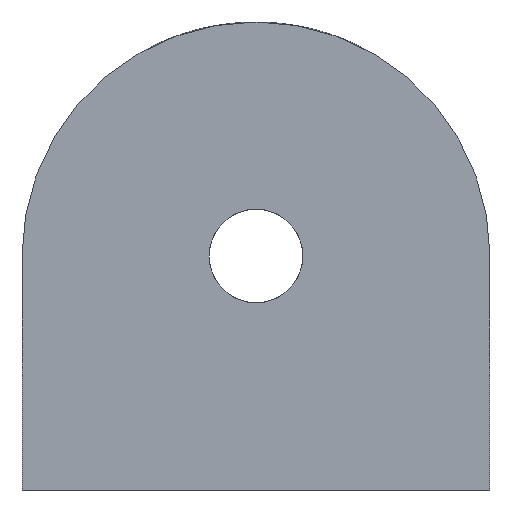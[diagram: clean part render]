
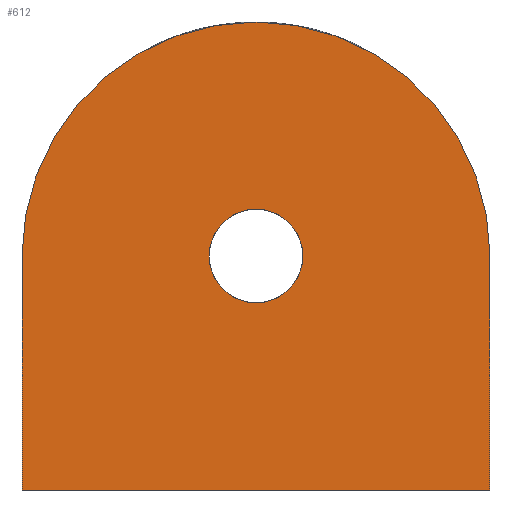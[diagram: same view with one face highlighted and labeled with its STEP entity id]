
A CAD part, left-side view. The second image highlights one B-rep face of the part: STEP entity #612.
In plain terms, the highlighted planar face has unit normal (-1, 0, 0).
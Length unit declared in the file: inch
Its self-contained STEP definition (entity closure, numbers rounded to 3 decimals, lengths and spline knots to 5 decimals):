
#229=CARTESIAN_POINT('',(-0.47,0.1,0.5));
#230=VERTEX_POINT('',#229);
#238=CARTESIAN_POINT('',(-0.47,-0.1,0.5));
#239=VERTEX_POINT('',#238);
#246=CARTESIAN_POINT('',(-0.47,0.0,0.5));
#247=DIRECTION('',(-1.0,0.0,0.0));
#248=DIRECTION('',(0.0,1.0,0.0));
#249=AXIS2_PLACEMENT_3D('',#246,#247,#248);
#250=CIRCLE('',#249,0.1);
#251=EDGE_CURVE('',#239,#230,#250,.T.);
#562=CARTESIAN_POINT('',(-0.47,0.0,0.5));
#563=DIRECTION('',(-1.0,0.0,0.0));
#564=DIRECTION('',(0.0,0.0,1.0));
#565=AXIS2_PLACEMENT_3D('',#562,#563,#564);
#566=PLANE('',#565);
#567=CARTESIAN_POINT('',(-0.47,0.5,0.5));
#568=VERTEX_POINT('',#567);
#569=CARTESIAN_POINT('',(-0.47,-0.5,0.5));
#570=VERTEX_POINT('',#569);
#571=CARTESIAN_POINT('',(-0.47,0.0,0.5));
#572=DIRECTION('',(1.0,0.,0.));
#573=DIRECTION('',(0.,-0.707,0.707));
#574=AXIS2_PLACEMENT_3D('',#571,#572,#573);
#575=CIRCLE('',#574,0.5);
#576=EDGE_CURVE('',#568,#570,#575,.T.);
#577=ORIENTED_EDGE('',*,*,#576,.F.);
#578=CARTESIAN_POINT('',(-0.47,0.5,0.));
#579=VERTEX_POINT('',#578);
#580=CARTESIAN_POINT('',(-0.47,0.5,0.));
#581=DIRECTION('',(0.0,0.0,1.0));
#582=VECTOR('',#581,0.5);
#583=LINE('',#580,#582);
#584=EDGE_CURVE('',#579,#568,#583,.T.);
#585=ORIENTED_EDGE('',*,*,#584,.F.);
#586=CARTESIAN_POINT('',(-0.47,-0.5,0.));
#587=VERTEX_POINT('',#586);
#588=CARTESIAN_POINT('',(-0.47,-0.5,0.));
#589=DIRECTION('',(0.0,1.0,0.0));
#590=VECTOR('',#589,1.0);
#591=LINE('',#588,#590);
#592=EDGE_CURVE('',#587,#579,#591,.T.);
#593=ORIENTED_EDGE('',*,*,#592,.F.);
#594=CARTESIAN_POINT('',(-0.47,-0.5,0.5));
#595=DIRECTION('',(0.0,0.0,-1.0));
#596=VECTOR('',#595,0.5);
#597=LINE('',#594,#596);
#598=EDGE_CURVE('',#570,#587,#597,.T.);
#599=ORIENTED_EDGE('',*,*,#598,.F.);
#600=EDGE_LOOP('',(#577,#585,#593,#599));
#601=FACE_OUTER_BOUND('',#600,.T.);
#602=ORIENTED_EDGE('',*,*,#251,.F.);
#603=CARTESIAN_POINT('',(-0.47,0.0,0.5));
#604=DIRECTION('',(-1.0,0.0,0.0));
#605=DIRECTION('',(0.0,1.0,0.0));
#606=AXIS2_PLACEMENT_3D('',#603,#604,#605);
#607=CIRCLE('',#606,0.1);
#608=EDGE_CURVE('',#230,#239,#607,.T.);
#609=ORIENTED_EDGE('',*,*,#608,.F.);
#610=EDGE_LOOP('',(#602,#609));
#611=FACE_BOUND('',#610,.T.);
#612=ADVANCED_FACE('',(#601,#611),#566,.T.);
